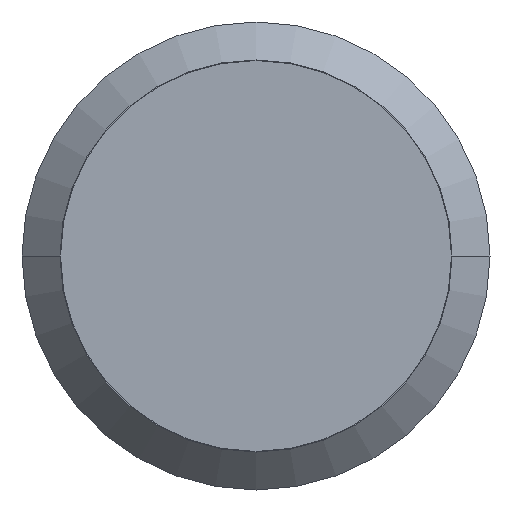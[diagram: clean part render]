
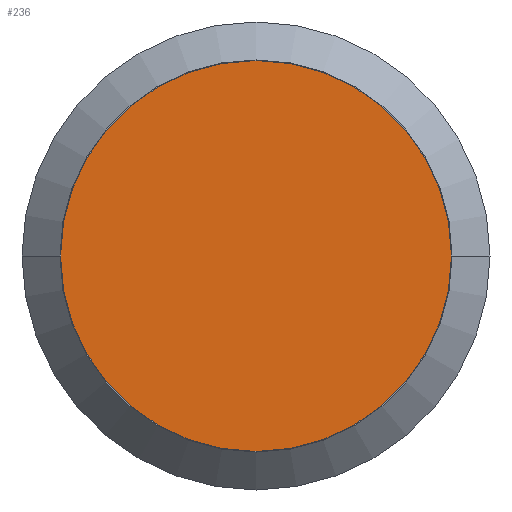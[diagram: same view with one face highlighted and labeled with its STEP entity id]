
A CAD part, front view. The second image highlights one B-rep face of the part: STEP entity #236.
In plain terms, the highlighted planar face has unit normal (0, -1, 0).
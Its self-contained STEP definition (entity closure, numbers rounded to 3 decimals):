
#5=CARTESIAN_POINT('',(0.,-85.77,0.));
#6=DIRECTION('',(0.,-1.,0.));
#7=DIRECTION('',(1.,0.,0.));
#8=AXIS2_PLACEMENT_3D('',#5,#6,#7);
#14=CARTESIAN_POINT('',(0.,-85.77,0.));
#15=DIRECTION('',(0.,1.,0.));
#16=DIRECTION('',(1.,0.,0.));
#17=AXIS2_PLACEMENT_3D('',#14,#15,#16);
#177=CARTESIAN_POINT('',(7.72,-85.77,0.));
#179=VERTEX_POINT('',#177);
#189=CARTESIAN_POINT('',(-7.72,-85.77,0.));
#191=VERTEX_POINT('',#189);
#225=CARTESIAN_POINT('',(0.,-85.77,0.));
#226=DIRECTION('',(0.,1.,0.));
#227=DIRECTION('',(1.,0.,0.));
#228=AXIS2_PLACEMENT_3D('',#225,#226,#227);
#229=PLANE('',#228);
#231=ORIENTED_EDGE('',*,*,#230,.F.);
#233=ORIENTED_EDGE('',*,*,#232,.T.);
#234=EDGE_LOOP('',(#231,#233));
#235=FACE_OUTER_BOUND('',#234,.F.);
#236=ADVANCED_FACE('',(#235),#229,.F.);
#9=CIRCLE('',#8,7.72);
#18=CIRCLE('',#17,7.72);
#230=EDGE_CURVE('',#179,#191,#9,.T.);
#232=EDGE_CURVE('',#179,#191,#18,.T.);
